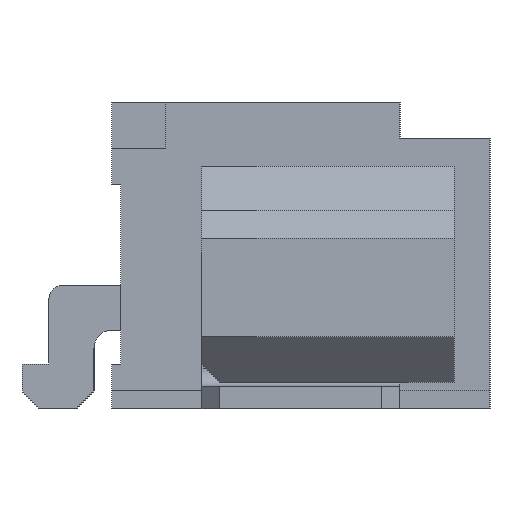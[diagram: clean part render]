
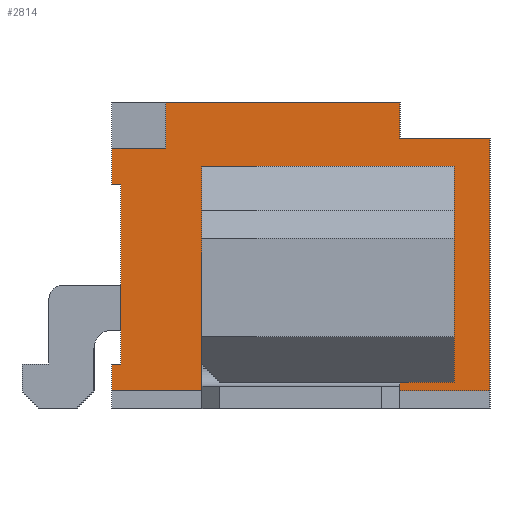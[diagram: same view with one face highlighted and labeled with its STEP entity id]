
A CAD part, left-side view. The second image highlights one B-rep face of the part: STEP entity #2814.
In plain terms, the highlighted planar face has unit normal (-1, 0, 0).
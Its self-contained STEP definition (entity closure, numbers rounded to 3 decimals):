
#270 = VERTEX_POINT('',#271);
#271 = CARTESIAN_POINT('',(-5.25,1.675,0.5));
#277 = EDGE_CURVE('',#278,#270,#280,.T.);
#278 = VERTEX_POINT('',#279);
#279 = CARTESIAN_POINT('',(-5.25,1.675,0.2));
#280 = LINE('',#281,#282);
#281 = CARTESIAN_POINT('',(-5.25,1.675,0.2));
#282 = VECTOR('',#283,1.);
#283 = DIRECTION('',(0.,0.,1.));
#605 = VERTEX_POINT('',#606);
#606 = CARTESIAN_POINT('',(-5.25,1.675,2.9));
#612 = EDGE_CURVE('',#613,#605,#615,.T.);
#613 = VERTEX_POINT('',#614);
#614 = CARTESIAN_POINT('',(-5.25,1.675,2.5));
#615 = LINE('',#616,#617);
#616 = CARTESIAN_POINT('',(-5.25,1.675,2.5));
#617 = VECTOR('',#618,1.);
#618 = DIRECTION('',(0.,0.,1.));
#651 = VERTEX_POINT('',#652);
#652 = CARTESIAN_POINT('',(-5.25,1.575,0.5));
#658 = EDGE_CURVE('',#270,#651,#659,.T.);
#659 = LINE('',#660,#661);
#660 = CARTESIAN_POINT('',(-5.25,1.675,0.5));
#661 = VECTOR('',#662,1.);
#662 = DIRECTION('',(0.,-1.,0.));
#940 = VERTEX_POINT('',#941);
#941 = CARTESIAN_POINT('',(-5.25,0.675,0.3));
#947 = EDGE_CURVE('',#940,#948,#950,.T.);
#948 = VERTEX_POINT('',#949);
#949 = CARTESIAN_POINT('',(-5.25,0.675,2.7));
#950 = LINE('',#951,#952);
#951 = CARTESIAN_POINT('',(-5.25,0.675,0.3));
#952 = VECTOR('',#953,1.);
#953 = DIRECTION('',(0.,0.,1.));
#2707 = EDGE_CURVE('',#2708,#2710,#2712,.T.);
#2708 = VERTEX_POINT('',#2709);
#2709 = CARTESIAN_POINT('',(-5.25,-2.125,0.3));
#2710 = VERTEX_POINT('',#2711);
#2711 = CARTESIAN_POINT('',(-5.25,-2.125,2.7));
#2712 = LINE('',#2713,#2714);
#2713 = CARTESIAN_POINT('',(-5.25,-2.125,0.3));
#2714 = VECTOR('',#2715,1.);
#2715 = DIRECTION('',(0.,0.,1.));
#2814 = ADVANCED_FACE('',(#2815,#2888),#2904,.T.);
#2815 = FACE_BOUND('',#2816,.F.);
#2816 = EDGE_LOOP('',(#2817,#2825,#2833,#2841,#2849,#2857,#2865,#2871,
    #2872,#2873,#2881,#2887));
#2817 = ORIENTED_EDGE('',*,*,#2818,.T.);
#2818 = EDGE_CURVE('',#605,#2819,#2821,.T.);
#2819 = VERTEX_POINT('',#2820);
#2820 = CARTESIAN_POINT('',(-5.25,1.075,2.9));
#2821 = LINE('',#2822,#2823);
#2822 = CARTESIAN_POINT('',(-5.25,1.675,2.9));
#2823 = VECTOR('',#2824,1.);
#2824 = DIRECTION('',(0.,-1.,0.));
#2825 = ORIENTED_EDGE('',*,*,#2826,.F.);
#2826 = EDGE_CURVE('',#2827,#2819,#2829,.T.);
#2827 = VERTEX_POINT('',#2828);
#2828 = CARTESIAN_POINT('',(-5.25,1.075,3.4));
#2829 = LINE('',#2830,#2831);
#2830 = CARTESIAN_POINT('',(-5.25,1.075,3.4));
#2831 = VECTOR('',#2832,1.);
#2832 = DIRECTION('',(0.,0.,-1.));
#2833 = ORIENTED_EDGE('',*,*,#2834,.T.);
#2834 = EDGE_CURVE('',#2827,#2835,#2837,.T.);
#2835 = VERTEX_POINT('',#2836);
#2836 = CARTESIAN_POINT('',(-5.25,-1.525,3.4));
#2837 = LINE('',#2838,#2839);
#2838 = CARTESIAN_POINT('',(-5.25,1.075,3.4));
#2839 = VECTOR('',#2840,1.);
#2840 = DIRECTION('',(0.,-1.,0.));
#2841 = ORIENTED_EDGE('',*,*,#2842,.T.);
#2842 = EDGE_CURVE('',#2835,#2843,#2845,.T.);
#2843 = VERTEX_POINT('',#2844);
#2844 = CARTESIAN_POINT('',(-5.25,-1.525,3.));
#2845 = LINE('',#2846,#2847);
#2846 = CARTESIAN_POINT('',(-5.25,-1.525,3.4));
#2847 = VECTOR('',#2848,1.);
#2848 = DIRECTION('',(0.,0.,-1.));
#2849 = ORIENTED_EDGE('',*,*,#2850,.F.);
#2850 = EDGE_CURVE('',#2851,#2843,#2853,.T.);
#2851 = VERTEX_POINT('',#2852);
#2852 = CARTESIAN_POINT('',(-5.25,-2.525,3.));
#2853 = LINE('',#2854,#2855);
#2854 = CARTESIAN_POINT('',(-5.25,-2.525,3.));
#2855 = VECTOR('',#2856,1.);
#2856 = DIRECTION('',(0.,1.,0.));
#2857 = ORIENTED_EDGE('',*,*,#2858,.F.);
#2858 = EDGE_CURVE('',#2859,#2851,#2861,.T.);
#2859 = VERTEX_POINT('',#2860);
#2860 = CARTESIAN_POINT('',(-5.25,-2.525,0.2));
#2861 = LINE('',#2862,#2863);
#2862 = CARTESIAN_POINT('',(-5.25,-2.525,0.2));
#2863 = VECTOR('',#2864,1.);
#2864 = DIRECTION('',(0.,0.,1.));
#2865 = ORIENTED_EDGE('',*,*,#2866,.F.);
#2866 = EDGE_CURVE('',#278,#2859,#2867,.T.);
#2867 = LINE('',#2868,#2869);
#2868 = CARTESIAN_POINT('',(-5.25,1.675,0.2));
#2869 = VECTOR('',#2870,1.);
#2870 = DIRECTION('',(0.,-1.,0.));
#2871 = ORIENTED_EDGE('',*,*,#277,.T.);
#2872 = ORIENTED_EDGE('',*,*,#658,.T.);
#2873 = ORIENTED_EDGE('',*,*,#2874,.T.);
#2874 = EDGE_CURVE('',#651,#2875,#2877,.T.);
#2875 = VERTEX_POINT('',#2876);
#2876 = CARTESIAN_POINT('',(-5.25,1.575,2.5));
#2877 = LINE('',#2878,#2879);
#2878 = CARTESIAN_POINT('',(-5.25,1.575,0.5));
#2879 = VECTOR('',#2880,1.);
#2880 = DIRECTION('',(0.,0.,1.));
#2881 = ORIENTED_EDGE('',*,*,#2882,.F.);
#2882 = EDGE_CURVE('',#613,#2875,#2883,.T.);
#2883 = LINE('',#2884,#2885);
#2884 = CARTESIAN_POINT('',(-5.25,1.675,2.5));
#2885 = VECTOR('',#2886,1.);
#2886 = DIRECTION('',(0.,-1.,0.));
#2887 = ORIENTED_EDGE('',*,*,#612,.T.);
#2888 = FACE_BOUND('',#2889,.F.);
#2889 = EDGE_LOOP('',(#2890,#2891,#2897,#2898));
#2890 = ORIENTED_EDGE('',*,*,#947,.F.);
#2891 = ORIENTED_EDGE('',*,*,#2892,.F.);
#2892 = EDGE_CURVE('',#2708,#940,#2893,.T.);
#2893 = LINE('',#2894,#2895);
#2894 = CARTESIAN_POINT('',(-5.25,-2.125,0.3));
#2895 = VECTOR('',#2896,1.);
#2896 = DIRECTION('',(0.,1.,0.));
#2897 = ORIENTED_EDGE('',*,*,#2707,.T.);
#2898 = ORIENTED_EDGE('',*,*,#2899,.T.);
#2899 = EDGE_CURVE('',#2710,#948,#2900,.T.);
#2900 = LINE('',#2901,#2902);
#2901 = CARTESIAN_POINT('',(-5.25,-2.125,2.7));
#2902 = VECTOR('',#2903,1.);
#2903 = DIRECTION('',(0.,1.,0.));
#2904 = PLANE('',#2905);
#2905 = AXIS2_PLACEMENT_3D('',#2906,#2907,#2908);
#2906 = CARTESIAN_POINT('',(-5.25,1.675,0.));
#2907 = DIRECTION('',(-1.,0.,0.));
#2908 = DIRECTION('',(0.,-1.,0.));
